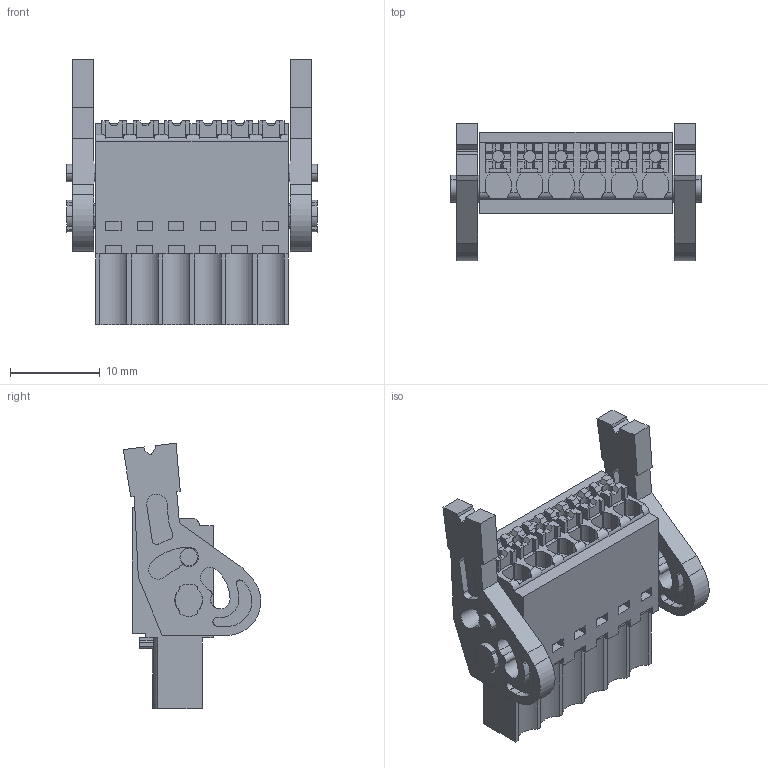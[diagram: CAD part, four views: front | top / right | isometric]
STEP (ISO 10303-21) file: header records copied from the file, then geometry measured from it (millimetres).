
FILE_DESCRIPTION(('CATIA V5R24 STEP','CAx-IF Rec.Pracs.--- Model Styling and Organization---1.2---2011-12-15'),'2;1');
FILE_NAME ('D1463144_0', '2018-03-16T12:57:05+00:00', ('Weidmueller Interface'), ('Weidmueller'), 'CATIA Version 5-6 Release 2014 SP4 HF52', 'CATIA V5 STEP AP214', 'none');
FILE_SCHEMA(('AUTOMOTIVE_DESIGN { 1 0 10303 214 1 1 1 1 }'));
Length unit declared in the file: millimetre
Products named in the file (1): 2538050000
Bounding box: 27.9 x 15.3 x 29.59 mm (x, y, z)
Volume: 3829 mm3; surface area: 3945.5 mm2
Topology: 9 solids, 9 shells, 740 faces, 2127 edges, 1429 vertices
Faces by surface type: plane 595, cylinder 145
Entity records: 23124 total; most frequent: CARTESIAN_POINT 4793, ORIENTED_EDGE 4254, DIRECTION 3006, EDGE_CURVE 2127, VECTOR 1659, LINE 1659, VERTEX_POINT 1429, AXIS2_PLACEMENT_3D 829
